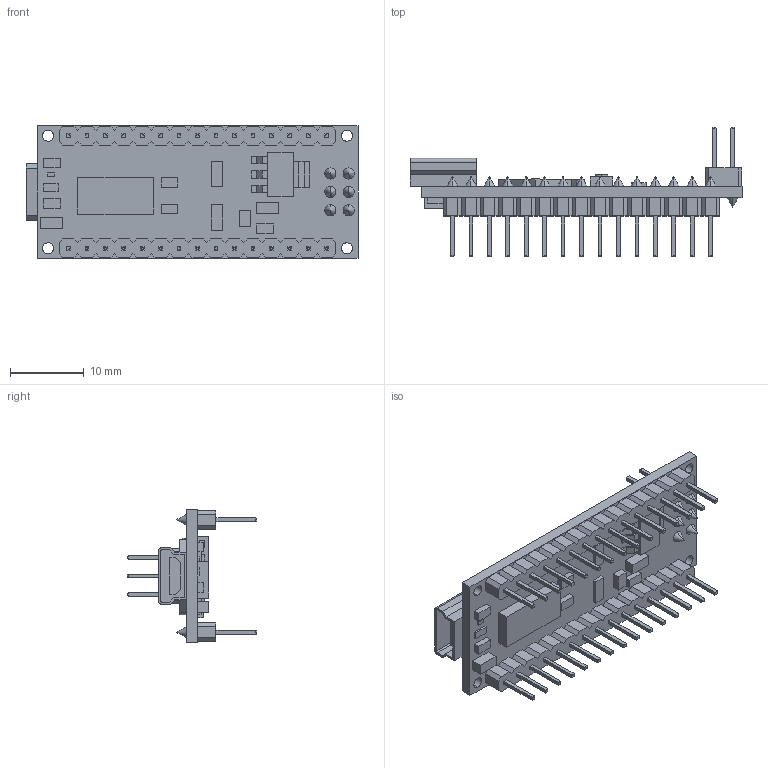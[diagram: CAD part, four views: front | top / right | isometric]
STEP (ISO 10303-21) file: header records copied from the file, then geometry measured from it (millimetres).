
FILE_DESCRIPTION (( 'STEP AP214' ), '1' );
FILE_NAME ('Arduino_Nano.STEP', '2024-07-18T01:09:49', ( '' ), ( '' ), 'SwSTEP 2.0', 'SolidWorks 2022', '' );
FILE_SCHEMA (( 'AUTOMOTIVE_DESIGN' ));
Length unit declared in the file: millimetre
Products named in the file (1): Arduino_Nano
Bounding box: 45 x 17.5 x 18 mm (x, y, z)
Volume: 2096.2 mm3; surface area: 3438.4 mm2
Topology: 1 solids, 1 shells, 835 faces, 2046 edges, 1314 vertices
Faces by surface type: plane 741, cone 72, cylinder 19, torus 3
Entity records: 32926 total; most frequent: CARTESIAN_POINT 4196, ORIENTED_EDGE 4092, DIRECTION 3905, EDGE_CURVE 2046, VECTOR 1859, LINE 1859, VERTEX_POINT 1314, AXIS2_PLACEMENT_3D 1023
